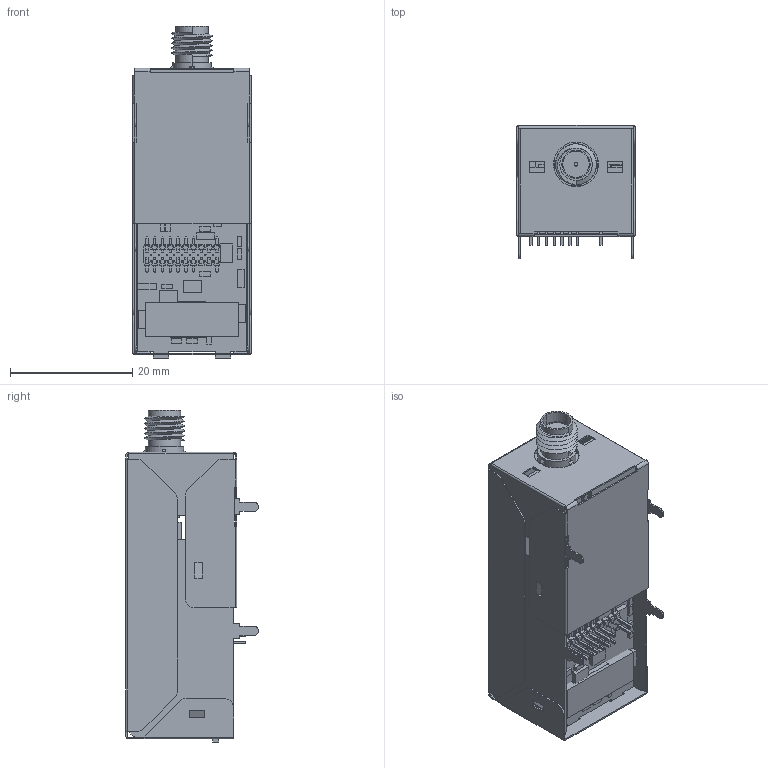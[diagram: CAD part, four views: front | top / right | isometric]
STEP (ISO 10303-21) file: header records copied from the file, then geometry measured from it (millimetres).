
FILE_DESCRIPTION((''),'2;1');
FILE_NAME('50000880-XX-NOJTAG-CLOSED_ASM','2010-09-15T',('Administrator'),(''),'PRO/ENGINEER BY PARAMETRIC TECHNOLOGY CORPORATION, 2009280','PRO/ENGINEER BY PARAMETRIC TECHNOLOGY CORPORATION, 2009280','');
FILE_SCHEMA(('CONFIG_CONTROL_DESIGN'));
Length unit declared in the file: inch
Products named in the file (53): 60001070-01_BENT; 30004642-01; R0402; C0402; WLP-4B; C0603; 5X5MLF_28PIN; VQFP100; BGA177; SAMTEC_HDWM-2X12; SC70-5; C1210; FBGA60; FBGA48_6X12MM; SOT23-5; XTL_H130; FTSHD_; T-1S15__AF0; T-1S15__AF1; SM-XXX_; T-1S15__AF2; T-1S15__AF3; T-1S15__AF4; T-1S15__AF5; T-1S15__AF6; T-1S15__AF7; T-1S15__AF8; T-1S15__AF9; T-1S15__AF10; T-1S15__AF11; T-1S15__AF12; T-1S15__AF13; T-1S15__AF14; T-1S15__AF15; FTSH2X10_ASM; FTE-107_ASM; 30004642-01_ASM; 30004652-01; TQFP48; BALUN_MURATA ...
Assembly tree (182 placements, depth 5):
  50000880-XX-NOJTAG-CLOSED_ASM
    60001070-01_BENT
    PCB_BOTH_NOJTAG_ASM
      30004642-01_ASM
        30004642-01
        R0402  x25
        C0402  x35
        WLP-4B  x2
        C0603  x9
        5X5MLF_28PIN
        VQFP100
        BGA177
        SAMTEC_HDWM-2X12
        SC70-5
        C1210  x2
        FBGA60
        FBGA48_6X12MM
        SOT23-5
        XTL_H130
        FTSH2X10_ASM
          FTSHD_
          T-1S15__AF0
          T-1S15__AF1
          SM-XXX_  x2
          T-1S15__AF2
          T-1S15__AF3
          T-1S15__AF4
          T-1S15__AF5
          T-1S15__AF6
          T-1S15__AF7
          T-1S15__AF8
          T-1S15__AF9
          T-1S15__AF10
          T-1S15__AF11
          T-1S15__AF12
          T-1S15__AF13
          T-1S15__AF14
          T-1S15__AF15
        FTE-107_ASM  x2
      30004652-01_ASM
        30004652-01
        C0402  x39
        R0402  x19
        TQFP48
        BALUN_MURATA
        TSSOP14
        SAMTEC_SMS-2X12
        USB10
        C0805
        SAWFILTER_2X2MM
        OSC_5X3_2
        17050NEW  x2
        TSSOP16
        C1210
        SMA-BEC_20-402C-A_ASM
          SMA-BEC-20-402C
Bounding box: 19.3 x 21.72 x 54.29 mm (x, y, z)
Volume: 5265.6 mm3; surface area: 18194.7 mm2
Topology: 171 solids, 174 shells, 2018 faces, 4675 edges, 3000 vertices
Faces by surface type: plane 1827, cylinder 148, torus 18, cone 14, sphere 9, bspline 2
Entity records: 41018 total; most frequent: CARTESIAN_POINT 8410, DIRECTION 6750, ORIENTED_EDGE 6200, EDGE_CURVE 3115, VECTOR 2740, LINE 2740, AXIS2_PLACEMENT_3D 2005, VERTEX_POINT 1974
